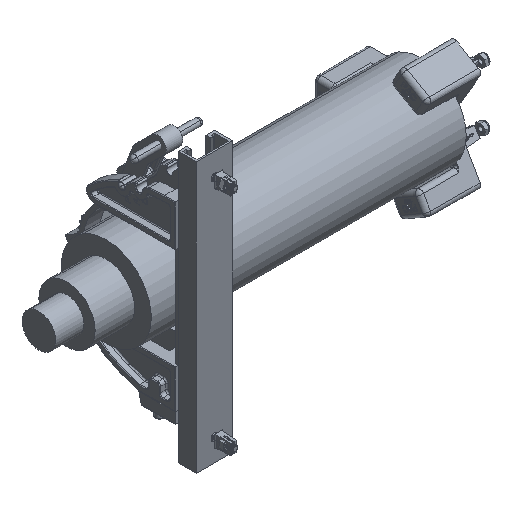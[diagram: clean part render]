
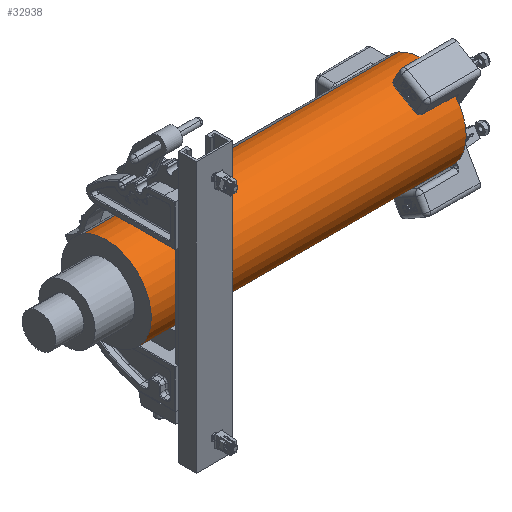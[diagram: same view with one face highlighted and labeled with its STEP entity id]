
A CAD part, isometric view. The second image highlights one B-rep face of the part: STEP entity #32938.
In plain terms, the highlighted cylindrical face has radius 50.8 mm (diameter 101.6 mm), a partial arc.
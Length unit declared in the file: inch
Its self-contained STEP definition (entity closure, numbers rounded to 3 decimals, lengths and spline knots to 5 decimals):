
#952 = CARTESIAN_POINT ( 'NONE',  ( 0., 0., -2. ) ) ;
#7287 = LINE ( 'NONE', #952, #18341 ) ;
#7545 = CARTESIAN_POINT ( 'NONE',  ( 0., 14., 2. ) ) ;
#8246 = VERTEX_POINT ( 'NONE', #11891 ) ;
#11328 = CARTESIAN_POINT ( 'NONE',  ( 0., 0., 2. ) ) ;
#11891 = CARTESIAN_POINT ( 'NONE',  ( 0., 14., -2. ) ) ;
#12145 = AXIS2_PLACEMENT_3D ( 'NONE', #21230, #50392, #25405 ) ;
#12928 = EDGE_CURVE ( 'NONE', #8246, #51932, #7287, .T. ) ;
#14454 = VERTEX_POINT ( 'NONE', #7545 ) ;
#14827 = DIRECTION ( 'NONE',  ( 0., -1., 0. ) ) ;
#15320 = EDGE_CURVE ( 'NONE', #14454, #20315, #20763, .T. ) ;
#18341 = VECTOR ( 'NONE', #25380, 39.37008 ) ;
#18395 = EDGE_CURVE ( 'NONE', #20315, #51932, #22552, .T. ) ;
#20315 = VERTEX_POINT ( 'NONE', #11328 ) ;
#20763 = LINE ( 'NONE', #35126, #41052 ) ;
#21230 = CARTESIAN_POINT ( 'NONE',  ( 0., 0., 0. ) ) ;
#21878 = DIRECTION ( 'NONE',  ( 0., 0., -1. ) ) ;
#22200 = EDGE_LOOP ( 'NONE', ( #41334, #26955, #51847, #27372 ) ) ;
#22552 = CIRCLE ( 'NONE', #12145, 2. ) ;
#25233 = AXIS2_PLACEMENT_3D ( 'NONE', #39793, #14827, #43992 ) ;
#25380 = DIRECTION ( 'NONE',  ( 0., -1., 0. ) ) ;
#25405 = DIRECTION ( 'NONE',  ( 0., 0., -1. ) ) ;
#26955 = ORIENTED_EDGE ( 'NONE', *, *, #51796, .T. ) ;
#27372 = ORIENTED_EDGE ( 'NONE', *, *, #18395, .F. ) ;
#30069 = CYLINDRICAL_SURFACE ( 'NONE', #42688, 2. ) ;
#30915 = DIRECTION ( 'NONE',  ( 0., -1., 0. ) ) ;
#32938 = ADVANCED_FACE ( 'NONE', ( #52257 ), #30069, .T. ) ;
#35126 = CARTESIAN_POINT ( 'NONE',  ( 0., 0., 2. ) ) ;
#37732 = CARTESIAN_POINT ( 'NONE',  ( 0., 0., 0. ) ) ;
#38444 = DIRECTION ( 'NONE',  ( 0., -1., 0. ) ) ;
#39793 = CARTESIAN_POINT ( 'NONE',  ( 0., 14., 0. ) ) ;
#41052 = VECTOR ( 'NONE', #30915, 39.37008 ) ;
#41334 = ORIENTED_EDGE ( 'NONE', *, *, #15320, .F. ) ;
#42688 = AXIS2_PLACEMENT_3D ( 'NONE', #37732, #38444, #21878 ) ;
#43992 = DIRECTION ( 'NONE',  ( 0., 0., -1. ) ) ;
#50392 = DIRECTION ( 'NONE',  ( 0., -1., 0. ) ) ;
#51493 = CIRCLE ( 'NONE', #25233, 2. ) ;
#51796 = EDGE_CURVE ( 'NONE', #14454, #8246, #51493, .T. ) ;
#51847 = ORIENTED_EDGE ( 'NONE', *, *, #12928, .T. ) ;
#51932 = VERTEX_POINT ( 'NONE', #52919 ) ;
#52257 = FACE_OUTER_BOUND ( 'NONE', #22200, .T. ) ;
#52919 = CARTESIAN_POINT ( 'NONE',  ( 0., 0., -2. ) ) ;
